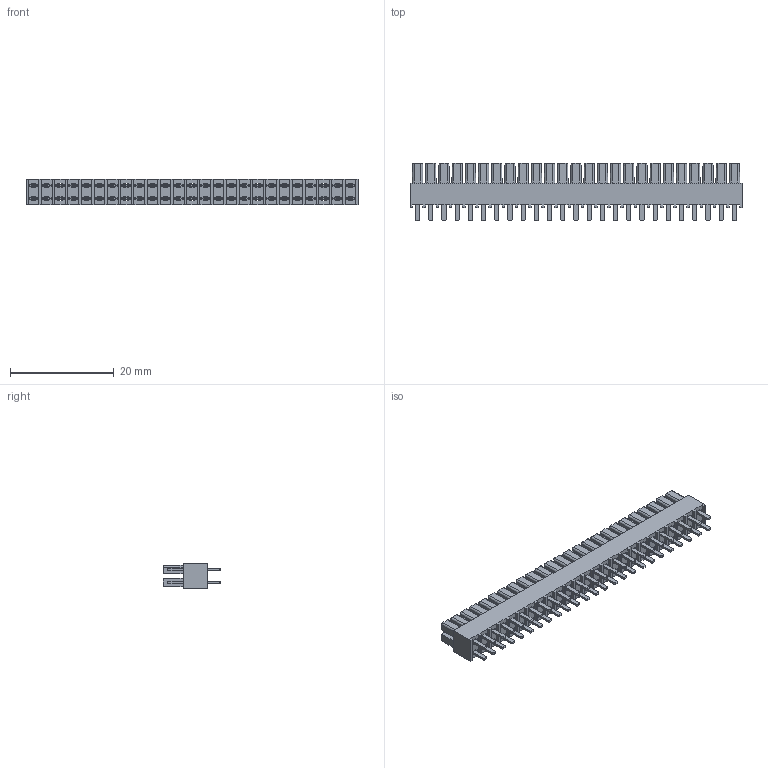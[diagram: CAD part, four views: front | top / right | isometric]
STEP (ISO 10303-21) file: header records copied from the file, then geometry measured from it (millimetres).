
FILE_DESCRIPTION( ( 'STEP AP214' ), '1' );
FILE_NAME( 'IPS1-125-01-S-D.stp', '2022-05-22T13:41:28', ( 'License CC BY-ND 4.0' ), ( 'CADENAS' ), ' ', 'PARTsolutions', ' ' );
FILE_SCHEMA( ( 'AUTOMOTIVE_DESIGN { 1 0 10303 214 1 1 1 1 }' ) );
Length unit declared in the file: inch
Products named in the file (3): IPS1-125-01-S-D; _IPS1-125-01-S-Dt; _IPS1-125-01-D_pin
Assembly tree (2 placements, depth 2):
  IPS1-125-01-S-D
    _IPS1-125-01-S-Dt
    _IPS1-125-01-D_pin
Bounding box: 63.88 x 11.05 x 4.95 mm (x, y, z)
Volume: 1606.4 mm3; surface area: 5209.3 mm2
Topology: 2 solids, 2 shells, 1504 faces, 4350 edges, 2900 vertices
Faces by surface type: plane 1454, cone 50
Entity records: 60780 total; most frequent: CARTESIAN_POINT 8757, ORIENTED_EDGE 8700, DIRECTION 7464, EDGE_CURVE 4350, LINE 4250, VECTOR 4250, VERTEX_POINT 2900, EDGE_LOOP 1654
